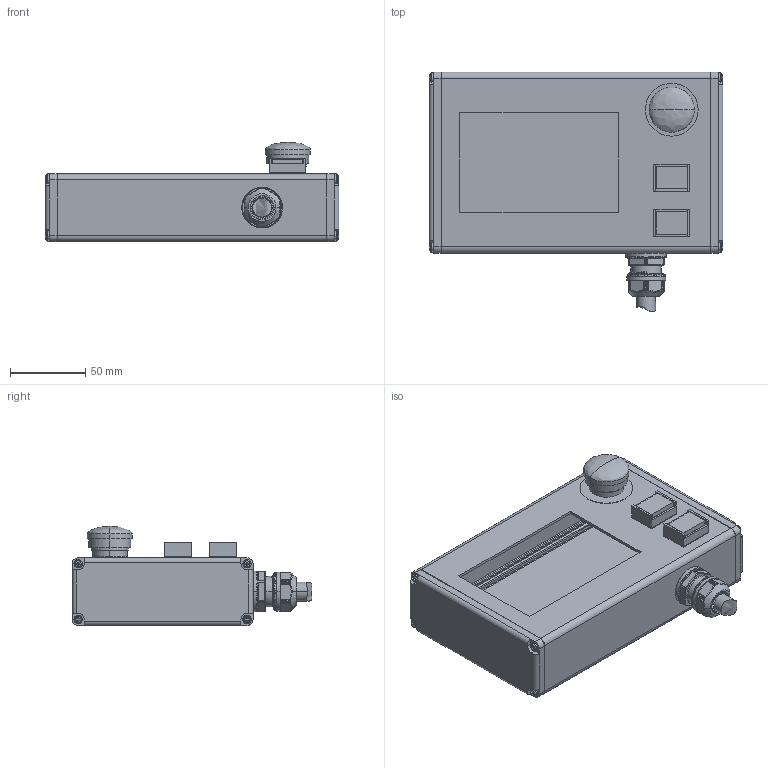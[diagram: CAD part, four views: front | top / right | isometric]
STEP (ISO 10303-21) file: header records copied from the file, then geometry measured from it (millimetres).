
FILE_DESCRIPTION (( 'STEP AP203' ), '1' );
FILE_NAME ('CMC-303N-STP.step', '2025-06-23T08:01:42', ( '' ), ( '' ), 'SwSTEP 2.0', 'SolidWorks 2020', '' );
FILE_SCHEMA (( 'CONFIG_CONTROL_DESIGN' ));
Products named in the file (1): CMC-303N-STP
Bounding box: 195 x 159.06 x 65.75 mm (x, y, z)
Volume: 168321.5 mm3; surface area: 146652.2 mm2
Topology: 3 solids, 8 shells, 1055 faces, 2800 edges, 1808 vertices
Faces by surface type: plane 552, cylinder 303, bspline 130, cone 54, torus 16
Entity records: 40785 total; most frequent: CARTESIAN_POINT 15361, ORIENTED_EDGE 5596, DIRECTION 4906, EDGE_CURVE 2798, VERTEX_POINT 1808, AXIS2_PLACEMENT_3D 1690, LINE 1526, VECTOR 1526
